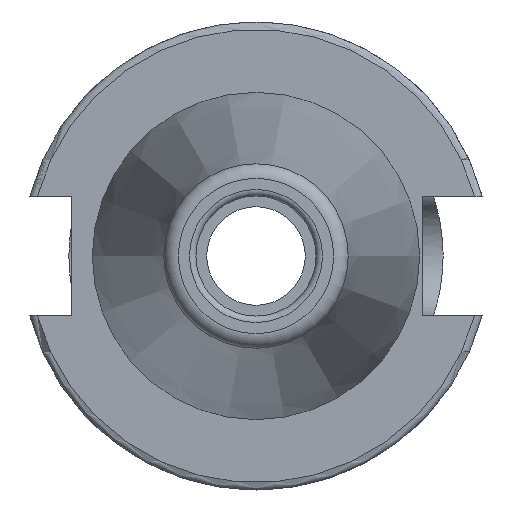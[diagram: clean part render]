
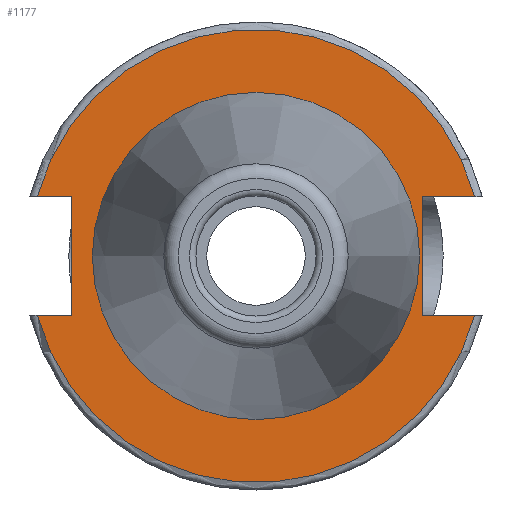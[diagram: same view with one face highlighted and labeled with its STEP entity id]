
A CAD part, left-side view. The second image highlights one B-rep face of the part: STEP entity #1177.
In plain terms, the highlighted planar face has unit normal (-1, 0, 0).
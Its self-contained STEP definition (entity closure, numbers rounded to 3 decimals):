
#46=FACE_BOUND('',#199,.T.);
#73=PLANE('',#1343);
#129=FACE_OUTER_BOUND('',#198,.T.);
#198=EDGE_LOOP('',(#1071,#1072,#1073,#1074,#1075,#1076,#1077,#1078));
#199=EDGE_LOOP('',(#1079,#1080));
#224=CIRCLE('',#1239,30.775);
#289=CIRCLE('',#1341,22.225);
#290=CIRCLE('',#1342,22.225);
#291=CIRCLE('',#1344,30.775);
#301=LINE('',#1754,#357);
#315=LINE('',#1908,#371);
#317=LINE('',#1911,#373);
#331=LINE('',#2065,#387);
#337=LINE('',#2129,#393);
#339=LINE('',#2132,#395);
#357=VECTOR('',#1368,10.);
#371=VECTOR('',#1384,10.);
#373=VECTOR('',#1388,10.);
#387=VECTOR('',#1486,10.);
#393=VECTOR('',#1494,10.);
#395=VECTOR('',#1498,10.);
#441=VERTEX_POINT('',#1751);
#442=VERTEX_POINT('',#1753);
#468=VERTEX_POINT('',#1896);
#469=VERTEX_POINT('',#1907);
#490=VERTEX_POINT('',#2029);
#498=VERTEX_POINT('',#2062);
#499=VERTEX_POINT('',#2064);
#510=VERTEX_POINT('',#2128);
#560=VERTEX_POINT('',#2332);
#561=VERTEX_POINT('',#2333);
#569=EDGE_CURVE('',#442,#441,#301,.T.);
#597=EDGE_CURVE('',#469,#468,#315,.T.);
#599=EDGE_CURVE('',#441,#469,#317,.T.);
#633=EDGE_CURVE('',#442,#490,#224,.T.);
#645=EDGE_CURVE('',#499,#498,#331,.T.);
#657=EDGE_CURVE('',#510,#490,#337,.T.);
#659=EDGE_CURVE('',#498,#510,#339,.T.);
#734=EDGE_CURVE('',#560,#561,#289,.T.);
#735=EDGE_CURVE('',#561,#560,#290,.T.);
#737=EDGE_CURVE('',#499,#468,#291,.T.);
#1071=ORIENTED_EDGE('',*,*,#597,.T.);
#1072=ORIENTED_EDGE('',*,*,#737,.F.);
#1073=ORIENTED_EDGE('',*,*,#645,.T.);
#1074=ORIENTED_EDGE('',*,*,#659,.T.);
#1075=ORIENTED_EDGE('',*,*,#657,.T.);
#1076=ORIENTED_EDGE('',*,*,#633,.F.);
#1077=ORIENTED_EDGE('',*,*,#569,.T.);
#1078=ORIENTED_EDGE('',*,*,#599,.T.);
#1079=ORIENTED_EDGE('',*,*,#734,.T.);
#1080=ORIENTED_EDGE('',*,*,#735,.T.);
#1177=ADVANCED_FACE('',(#129,#46),#73,.T.);
#1239=AXIS2_PLACEMENT_3D('',#2030,#1458,#1459);
#1341=AXIS2_PLACEMENT_3D('',#2334,#1687,#1688);
#1342=AXIS2_PLACEMENT_3D('',#2335,#1689,#1690);
#1343=AXIS2_PLACEMENT_3D('',#2337,#1692,#1693);
#1344=AXIS2_PLACEMENT_3D('',#2338,#1694,#1695);
#1368=DIRECTION('',(0.,1.,0.));
#1384=DIRECTION('',(0.,-1.,0.));
#1388=DIRECTION('',(0.,0.,1.));
#1458=DIRECTION('center_axis',(1.,0.,0.));
#1459=DIRECTION('ref_axis',(0.,0.,-1.));
#1486=DIRECTION('',(0.,-1.,0.));
#1494=DIRECTION('',(0.,1.,0.));
#1498=DIRECTION('',(0.,0.,-1.));
#1687=DIRECTION('center_axis',(1.,0.,0.));
#1688=DIRECTION('ref_axis',(0.,0.,-1.));
#1689=DIRECTION('center_axis',(1.,0.,0.));
#1690=DIRECTION('ref_axis',(0.,0.,-1.));
#1692=DIRECTION('center_axis',(-1.,0.,0.));
#1693=DIRECTION('ref_axis',(0.,0.,1.));
#1694=DIRECTION('center_axis',(1.,0.,0.));
#1695=DIRECTION('ref_axis',(0.,0.,-1.));
#1751=CARTESIAN_POINT('',(3.175,-22.6,-8.065));
#1753=CARTESIAN_POINT('',(3.175,-29.699,-8.065));
#1754=CARTESIAN_POINT('',(3.175,-0.5,-8.065));
#1896=CARTESIAN_POINT('',(3.175,-29.699,8.065));
#1907=CARTESIAN_POINT('',(3.175,-22.6,8.065));
#1908=CARTESIAN_POINT('',(3.175,-0.5,8.065));
#1911=CARTESIAN_POINT('',(3.175,-22.6,0.));
#2029=CARTESIAN_POINT('',(3.175,29.699,-8.065));
#2030=CARTESIAN_POINT('Origin',(3.175,0.,
0.));
#2062=CARTESIAN_POINT('',(3.175,25.,8.065));
#2064=CARTESIAN_POINT('',(3.175,29.699,8.065));
#2065=CARTESIAN_POINT('',(3.175,31.275,8.065));
#2128=CARTESIAN_POINT('',(3.175,25.,-8.065));
#2129=CARTESIAN_POINT('',(3.175,31.275,-8.065));
#2132=CARTESIAN_POINT('',(3.175,25.,0.));
#2332=CARTESIAN_POINT('',(3.175,22.225,0.));
#2333=CARTESIAN_POINT('',(3.175,-22.225,0.));
#2334=CARTESIAN_POINT('Origin',(3.175,0.,
0.));
#2335=CARTESIAN_POINT('Origin',(3.175,0.,
0.));
#2337=CARTESIAN_POINT('Origin',(3.175,30.775,0.));
#2338=CARTESIAN_POINT('Origin',(3.175,0.,
0.));
